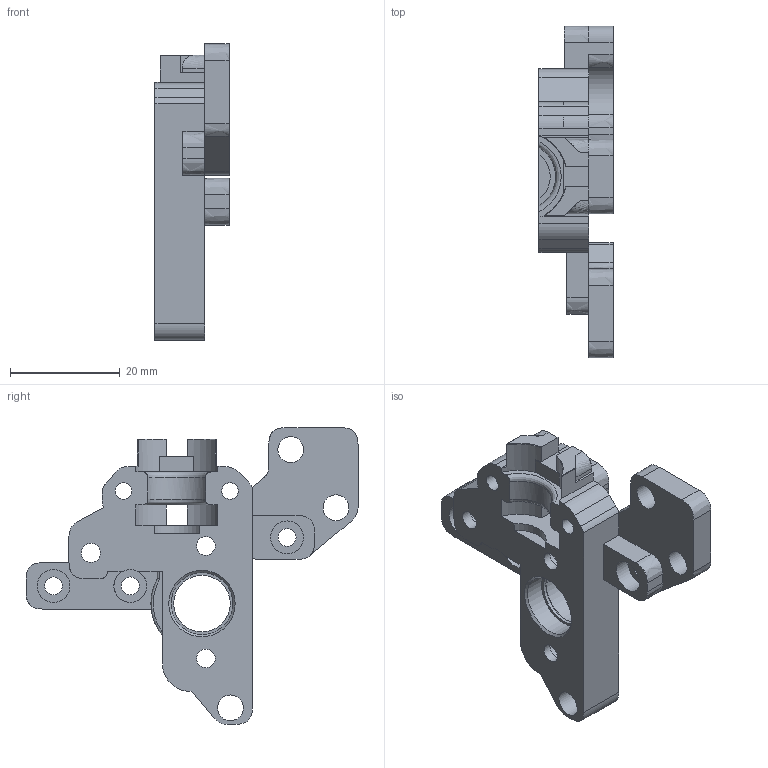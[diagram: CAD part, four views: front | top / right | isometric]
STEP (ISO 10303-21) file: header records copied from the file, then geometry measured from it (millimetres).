
FILE_DESCRIPTION(/* description */ ('STEP AP242','CAx-IF Rec.Pracs.---Representation and Presentation of Product Manufacturing Information (PMI)---4.0---2014-10-13','CAx-IF Rec.Pracs.---3D Tessellated Geometry---0.4---2014-09-14','2;1'),/* implementation_level */ '2;1');
FILE_NAME(/* name */ '62e9c4e1c21ec068bef52a60',/* time_stamp */ '2022-08-03T00:44:18+00:00',/* author */ (''),/* organization */ (''),/* preprocessor_version */ 'ST-DEVELOPER v18.102',/* originating_system */ ' ',/* authorisation */ ' ');
FILE_SCHEMA (('AP242_MANAGED_MODEL_BASED_3D_ENGINEERING_MIM_LF { 1 0 10303 442 1 1 4 }'));
Length unit declared in the file: metre
Products named in the file (1): Front Plate
Bounding box: 13.5 x 60.51 x 54.06 mm (x, y, z)
Volume: 10049.2 mm3; surface area: 7024.1 mm2
Topology: 1 solids, 1 shells, 175 faces, 498 edges, 333 vertices
Faces by surface type: plane 88, bspline 43, cylinder 38, cone 6
Full cylindrical faces by diameter (mm): 3 x2, 3.25 x3, 3.4 x2, 3.5 x1, 4.7 x3, 5.5 x2, 6 x8, 10.3 x1, 11.3 x1
Entity records: 6032 total; most frequent: CARTESIAN_POINT 1974, ORIENTED_EDGE 914, DIRECTION 649, EDGE_CURVE 457, VERTEX_POINT 319, EDGE_LOOP 236, FACE_BOUND 236, AXIS2_PLACEMENT_3D 218
